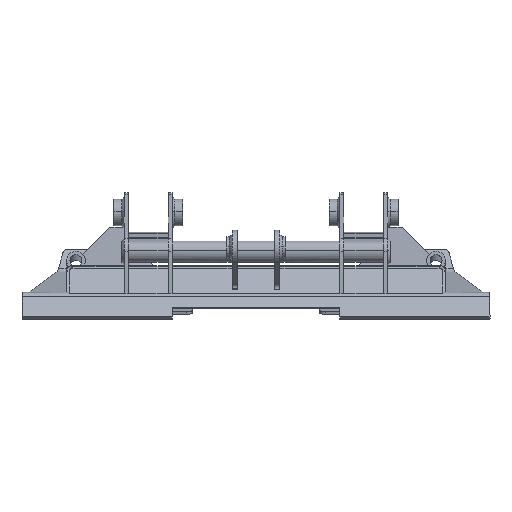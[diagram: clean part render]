
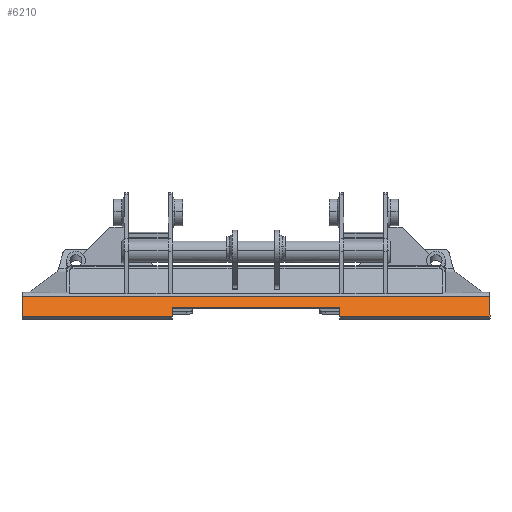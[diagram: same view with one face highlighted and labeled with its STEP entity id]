
A CAD part, top view. The second image highlights one B-rep face of the part: STEP entity #6210.
In plain terms, the highlighted face is planar.
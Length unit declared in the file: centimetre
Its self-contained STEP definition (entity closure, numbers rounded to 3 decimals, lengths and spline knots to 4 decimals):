
#286 = DIRECTION ( 'NONE',  ( 1., 0., 0. ) ) ;
#783 = CARTESIAN_POINT ( 'NONE',  ( -20.0025, 184.081, 6.4016 ) ) ;
#882 = DIRECTION ( 'NONE',  ( 0., -0.906, -0.423 ) ) ;
#934 = VECTOR ( 'NONE', #14713, 100. ) ;
#1217 = CARTESIAN_POINT ( 'NONE',  ( 0., 178.9593, 4.0133 ) ) ;
#1548 = VECTOR ( 'NONE', #14613, 100. ) ;
#2162 = EDGE_CURVE ( 'NONE', #3131, #14133, #8412, .T. ) ;
#2164 = LINE ( 'NONE', #9120, #1548 ) ;
#2249 = EDGE_CURVE ( 'NONE', #14133, #12763, #9512, .T. ) ;
#2347 = PLANE ( 'NONE',  #6965 ) ;
#2650 = DIRECTION ( 'NONE',  ( 0., -0.906, -0.423 ) ) ;
#2988 = CARTESIAN_POINT ( 'NONE',  ( 20.0025, 181.779, 5.3282 ) ) ;
#3016 = CARTESIAN_POINT ( 'NONE',  ( -55.88, 184.081, 6.4016 ) ) ;
#3082 = EDGE_CURVE ( 'NONE', #12110, #3125, #4134, .T. ) ;
#3125 = VERTEX_POINT ( 'NONE', #3016 ) ;
#3131 = VERTEX_POINT ( 'NONE', #783 ) ;
#3685 = CARTESIAN_POINT ( 'NONE',  ( 0., 179.1148, 4.0859 ) ) ;
#3813 = DIRECTION ( 'NONE',  ( 1., 0., 0. ) ) ;
#3843 = ORIENTED_EDGE ( 'NONE', *, *, #6088, .F. ) ;
#4134 = LINE ( 'NONE', #6596, #934 ) ;
#4243 = VECTOR ( 'NONE', #2650, 100. ) ;
#4429 = ORIENTED_EDGE ( 'NONE', *, *, #12014, .F. ) ;
#4992 = LINE ( 'NONE', #9498, #9108 ) ;
#5519 = CARTESIAN_POINT ( 'NONE',  ( -20.0025, 181.779, 5.3282 ) ) ;
#6088 = EDGE_CURVE ( 'NONE', #3125, #3131, #4992, .T. ) ;
#6210 = ADVANCED_FACE ( 'NONE', ( #12628 ), #2347, .F. ) ;
#6397 = VECTOR ( 'NONE', #3813, 100. ) ;
#6456 = DIRECTION ( 'NONE',  ( 1., 0., 0. ) ) ;
#6596 = CARTESIAN_POINT ( 'NONE',  ( -55.88, 179.1148, 4.0859 ) ) ;
#6869 = ORIENTED_EDGE ( 'NONE', *, *, #3082, .F. ) ;
#6965 = AXIS2_PLACEMENT_3D ( 'NONE', #3685, #8254, #11422 ) ;
#7928 = LINE ( 'NONE', #1217, #11356 ) ;
#8254 = DIRECTION ( 'NONE',  ( 0., 0.423, -0.906 ) ) ;
#8333 = CARTESIAN_POINT ( 'NONE',  ( 55.88, 178.9593, 4.0133 ) ) ;
#8412 = LINE ( 'NONE', #8760, #4243 ) ;
#8465 = ORIENTED_EDGE ( 'NONE', *, *, #8945, .T. ) ;
#8490 = VECTOR ( 'NONE', #882, 100. ) ;
#8760 = CARTESIAN_POINT ( 'NONE',  ( -20.0025, 182.93, 5.8649 ) ) ;
#8928 = CARTESIAN_POINT ( 'NONE',  ( 0., 184.081, 6.4016 ) ) ;
#8945 = EDGE_CURVE ( 'NONE', #12110, #12268, #7928, .T. ) ;
#9108 = VECTOR ( 'NONE', #286, 100. ) ;
#9120 = CARTESIAN_POINT ( 'NONE',  ( 55.88, 179.1148, 4.0859 ) ) ;
#9162 = ORIENTED_EDGE ( 'NONE', *, *, #2162, .F. ) ;
#9177 = ORIENTED_EDGE ( 'NONE', *, *, #2249, .F. ) ;
#9498 = CARTESIAN_POINT ( 'NONE',  ( 0., 184.081, 6.4016 ) ) ;
#9512 = LINE ( 'NONE', #14104, #6397 ) ;
#10269 = DIRECTION ( 'NONE',  ( 1., 0., 0. ) ) ;
#11015 = EDGE_CURVE ( 'NONE', #14075, #12763, #11133, .T. ) ;
#11133 = LINE ( 'NONE', #14520, #8490 ) ;
#11356 = VECTOR ( 'NONE', #10269, 100. ) ;
#11422 = DIRECTION ( 'NONE',  ( 0., 0.906, 0.423 ) ) ;
#11426 = CARTESIAN_POINT ( 'NONE',  ( -55.88, 178.9593, 4.0133 ) ) ;
#11815 = VECTOR ( 'NONE', #6456, 100. ) ;
#12014 = EDGE_CURVE ( 'NONE', #14075, #13814, #13305, .T. ) ;
#12110 = VERTEX_POINT ( 'NONE', #11426 ) ;
#12200 = ORIENTED_EDGE ( 'NONE', *, *, #12874, .T. ) ;
#12268 = VERTEX_POINT ( 'NONE', #8333 ) ;
#12628 = FACE_OUTER_BOUND ( 'NONE', #13712, .T. ) ;
#12763 = VERTEX_POINT ( 'NONE', #2988 ) ;
#12874 = EDGE_CURVE ( 'NONE', #12268, #13814, #2164, .T. ) ;
#13064 = CARTESIAN_POINT ( 'NONE',  ( 55.88, 184.081, 6.4016 ) ) ;
#13305 = LINE ( 'NONE', #8928, #11815 ) ;
#13493 = CARTESIAN_POINT ( 'NONE',  ( 20.0025, 184.081, 6.4016 ) ) ;
#13712 = EDGE_LOOP ( 'NONE', ( #9162, #3843, #6869, #8465, #12200, #4429, #14681, #9177 ) ) ;
#13814 = VERTEX_POINT ( 'NONE', #13064 ) ;
#14075 = VERTEX_POINT ( 'NONE', #13493 ) ;
#14104 = CARTESIAN_POINT ( 'NONE',  ( 0., 181.779, 5.3282 ) ) ;
#14133 = VERTEX_POINT ( 'NONE', #5519 ) ;
#14520 = CARTESIAN_POINT ( 'NONE',  ( 20.0025, 182.93, 5.8649 ) ) ;
#14613 = DIRECTION ( 'NONE',  ( 0., 0.906, 0.423 ) ) ;
#14681 = ORIENTED_EDGE ( 'NONE', *, *, #11015, .T. ) ;
#14713 = DIRECTION ( 'NONE',  ( 0., 0.906, 0.423 ) ) ;
